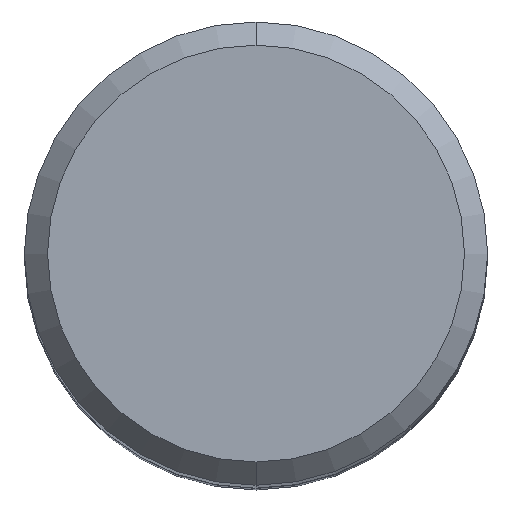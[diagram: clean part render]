
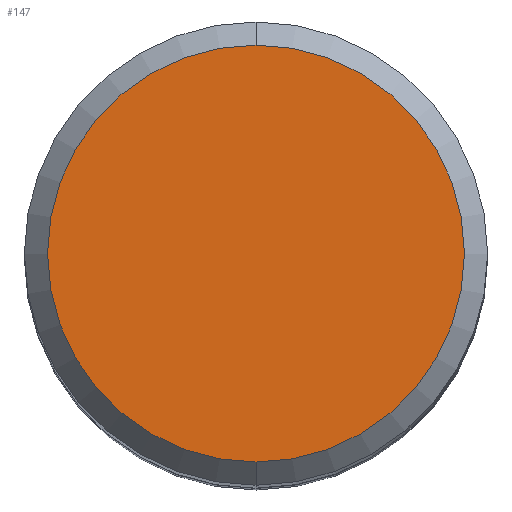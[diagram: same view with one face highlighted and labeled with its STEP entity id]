
A CAD part, top view. The second image highlights one B-rep face of the part: STEP entity #147.
In plain terms, the highlighted planar face has unit normal (0, 0, 1).
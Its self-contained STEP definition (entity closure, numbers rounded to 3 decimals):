
#147=ADVANCED_FACE('',(#382),#383,.T.);
#149=EDGE_CURVE('',#151,#213,#385,.T.);
#151=VERTEX_POINT('',#387);
#213=VERTEX_POINT('',#460);
#329=EDGE_CURVE('',#213,#151,#591,.T.);
#382=FACE_OUTER_BOUND('',#643,.T.);
#383=PLANE('',#644);
#385=CIRCLE('',#647,7.2);
#387=CARTESIAN_POINT('',(0.,-7.2,0.0));
#460=CARTESIAN_POINT('',(0.0,7.2,0.0));
#591=CIRCLE('',#904,7.2);
#643=EDGE_LOOP('',(#953,#954));
#644=AXIS2_PLACEMENT_3D('',#955,#956,#957);
#647=AXIS2_PLACEMENT_3D('',#958,#959,#960);
#904=AXIS2_PLACEMENT_3D('',#1223,#1224,#1225);
#953=ORIENTED_EDGE('',*,*,#329,.F.);
#954=ORIENTED_EDGE('',*,*,#149,.F.);
#955=CARTESIAN_POINT('',(0.0,3.6,0.0));
#956=DIRECTION('',(-0.0,0.0,1.0));
#957=DIRECTION('',(0.0,-1.0,0.0));
#958=CARTESIAN_POINT('',(0.0,0.0,0.0));
#959=DIRECTION('',(0.0,0.0,-1.0));
#960=DIRECTION('',(0.0,1.0,0.0));
#1223=CARTESIAN_POINT('',(0.0,0.0,0.0));
#1224=DIRECTION('',(0.0,0.0,-1.0));
#1225=DIRECTION('',(0.0,1.0,0.0));
